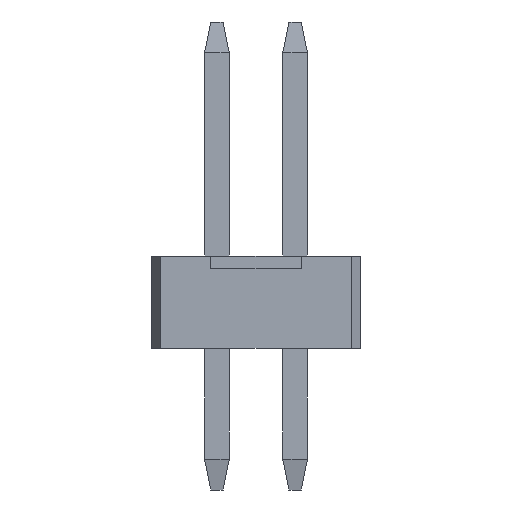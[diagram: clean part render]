
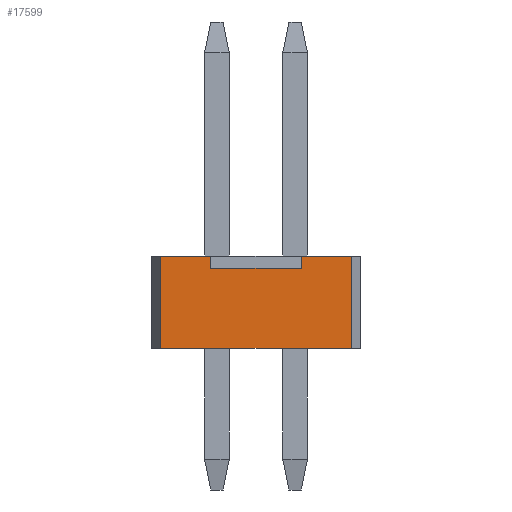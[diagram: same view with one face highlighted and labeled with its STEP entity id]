
A CAD part, front view. The second image highlights one B-rep face of the part: STEP entity #17599.
In plain terms, the highlighted face is planar.
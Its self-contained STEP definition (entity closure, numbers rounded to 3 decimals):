
#352=ORIENTED_EDGE('',*,*,#3924,.T.);
#353=ORIENTED_EDGE('',*,*,#3925,.F.);
#354=ORIENTED_EDGE('',*,*,#3926,.T.);
#355=ORIENTED_EDGE('',*,*,#3927,.T.);
#356=ORIENTED_EDGE('',*,*,#3928,.T.);
#357=ORIENTED_EDGE('',*,*,#3929,.F.);
#358=ORIENTED_EDGE('',*,*,#3930,.F.);
#359=ORIENTED_EDGE('',*,*,#3931,.T.);
#3924=EDGE_CURVE('',#5710,#5711,#6802,.T.);
#3925=EDGE_CURVE('',#5712,#5711,#6803,.T.);
#3926=EDGE_CURVE('',#5712,#5713,#6804,.T.);
#3927=EDGE_CURVE('',#5713,#5714,#6805,.T.);
#3928=EDGE_CURVE('',#5714,#5715,#6806,.T.);
#3929=EDGE_CURVE('',#5716,#5715,#6807,.T.);
#3930=EDGE_CURVE('',#5717,#5716,#6808,.T.);
#3931=EDGE_CURVE('',#5717,#5710,#6809,.T.);
#5710=VERTEX_POINT('',#22984);
#5711=VERTEX_POINT('',#22985);
#5712=VERTEX_POINT('',#22987);
#5713=VERTEX_POINT('',#22989);
#5714=VERTEX_POINT('',#22991);
#5715=VERTEX_POINT('',#22993);
#5716=VERTEX_POINT('',#22995);
#5717=VERTEX_POINT('',#22997);
#6802=LINE('',#22983,#8596);
#6803=LINE('',#22986,#8597);
#6804=LINE('',#22988,#8598);
#6805=LINE('',#22990,#8599);
#6806=LINE('',#22992,#8600);
#6807=LINE('',#22994,#8601);
#6808=LINE('',#22996,#8602);
#6809=LINE('',#22998,#8603);
#8596=VECTOR('',#19466,1000.);
#8597=VECTOR('',#19467,1000.);
#8598=VECTOR('',#19468,1000.);
#8599=VECTOR('',#19469,1000.);
#8600=VECTOR('',#19470,1000.);
#8601=VECTOR('',#19471,1000.);
#8602=VECTOR('',#19472,1000.);
#8603=VECTOR('',#19473,1000.);
#10141=EDGE_LOOP('',(#352,#353,#354,#355,#356,#357,#358,#359));
#10909=FACE_BOUND('',#10141,.T.);
#11677=PLANE('',#18346);
#17599=ADVANCED_FACE('',(#10909),#11677,.T.);
#18346=AXIS2_PLACEMENT_3D('',#22982,#19464,#19465);
#19464=DIRECTION('',(-1.,0.,0.));
#19465=DIRECTION('',(0.,0.,1.));
#19466=DIRECTION('',(0.,1.,0.));
#19467=DIRECTION('',(0.,0.,1.));
#19468=DIRECTION('',(0.,1.,0.));
#19469=DIRECTION('',(0.,0.,1.));
#19470=DIRECTION('',(0.,1.,0.));
#19471=DIRECTION('',(0.,0.,1.));
#19472=DIRECTION('',(0.,1.,0.));
#19473=DIRECTION('',(0.,0.,1.));
#22982=CARTESIAN_POINT('',(-8.89,-1.7,-0.75));
#22983=CARTESIAN_POINT('',(-8.89,-1.7,0.75));
#22984=CARTESIAN_POINT('',(-8.89,-1.55,0.75));
#22985=CARTESIAN_POINT('',(-8.89,-0.735,0.75));
#22986=CARTESIAN_POINT('',(-8.89,-0.735,0.55));
#22987=CARTESIAN_POINT('',(-8.89,-0.735,0.55));
#22988=CARTESIAN_POINT('',(-8.89,-0.735,0.55));
#22989=CARTESIAN_POINT('',(-8.89,0.735,0.55));
#22990=CARTESIAN_POINT('',(-8.89,0.735,0.55));
#22991=CARTESIAN_POINT('',(-8.89,0.735,0.75));
#22992=CARTESIAN_POINT('',(-8.89,-1.7,0.75));
#22993=CARTESIAN_POINT('',(-8.89,1.55,0.75));
#22994=CARTESIAN_POINT('',(-8.89,1.55,-17.659));
#22995=CARTESIAN_POINT('',(-8.89,1.55,-0.75));
#22996=CARTESIAN_POINT('',(-8.89,-1.7,-0.75));
#22997=CARTESIAN_POINT('',(-8.89,-1.55,-0.75));
#22998=CARTESIAN_POINT('',(-8.89,-1.55,-17.659));
